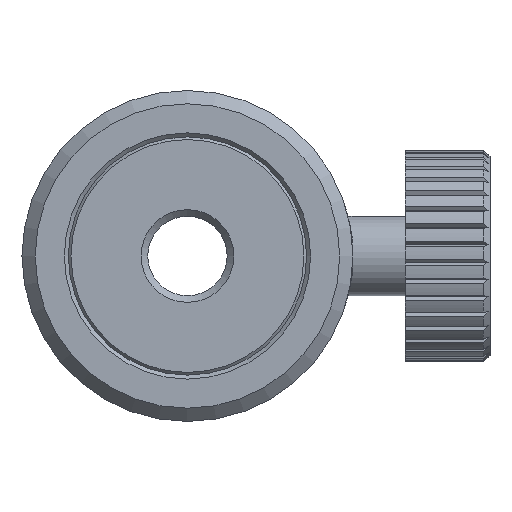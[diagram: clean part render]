
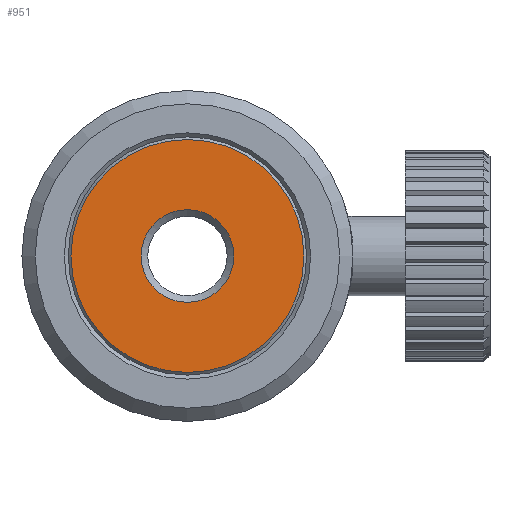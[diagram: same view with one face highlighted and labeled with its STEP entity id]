
A CAD part, front view. The second image highlights one B-rep face of the part: STEP entity #951.
In plain terms, the highlighted planar face has unit normal (0, -1, 0).
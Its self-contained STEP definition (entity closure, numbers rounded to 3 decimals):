
#173 = AXIS2_PLACEMENT_3D ( 'NONE', #2894, #2895, #2896 ) ;
#174 = AXIS2_PLACEMENT_3D ( 'NONE', #2897, #2898, #2899 ) ;
#516 = ORIENTED_EDGE ( 'NONE', *, *, #4442, .T. ) ;
#517 = ORIENTED_EDGE ( 'NONE', *, *, #4443, .T. ) ;
#682 = CARTESIAN_POINT ( 'NONE',  ( -6.15, -6.612, 0. ) ) ;
#684 = PLANE ( 'NONE',  #1911 ) ;
#686 = DIRECTION ( 'NONE',  ( 0., 1., 0. ) ) ;
#687 = DIRECTION ( 'NONE',  ( 0., 0., 1. ) ) ;
#951 = ADVANCED_FACE ( 'NONE', ( #4791, #4781 ), #684, .F. ) ;
#1099 = CIRCLE ( 'NONE', #173, 3.5 ) ;
#1911 = AXIS2_PLACEMENT_3D ( 'NONE', #682, #686, #687 ) ;
#2149 = EDGE_LOOP ( 'NONE', ( #516 ) ) ;
#2150 = EDGE_LOOP ( 'NONE', ( #517 ) ) ;
#2894 = CARTESIAN_POINT ( 'NONE',  ( -6.15, -6.612, 0. ) ) ;
#2895 = DIRECTION ( 'NONE',  ( 0., 1., 0. ) ) ;
#2896 = DIRECTION ( 'NONE',  ( 0., 0., 1. ) ) ;
#2897 = CARTESIAN_POINT ( 'NONE',  ( -6.15, -6.612, 0. ) ) ;
#2898 = DIRECTION ( 'NONE',  ( 0., -1., 0. ) ) ;
#2899 = DIRECTION ( 'NONE',  ( 0., 0., 1. ) ) ;
#3226 = CIRCLE ( 'NONE', #174, 8.8 ) ;
#3404 = VERTEX_POINT ( 'NONE', #3530 ) ;
#3405 = VERTEX_POINT ( 'NONE', #3531 ) ;
#3530 = CARTESIAN_POINT ( 'NONE',  ( -6.15, -6.612, 3.5 ) ) ;
#3531 = CARTESIAN_POINT ( 'NONE',  ( -6.15, -6.612, 8.8 ) ) ;
#4442 = EDGE_CURVE ( 'NONE', #3404, #3404, #1099, .T. ) ;
#4443 = EDGE_CURVE ( 'NONE', #3405, #3405, #3226, .T. ) ;
#4781 = FACE_OUTER_BOUND ( 'NONE', #2150, .T. ) ;
#4791 = FACE_BOUND ( 'NONE', #2149, .T. ) ;
